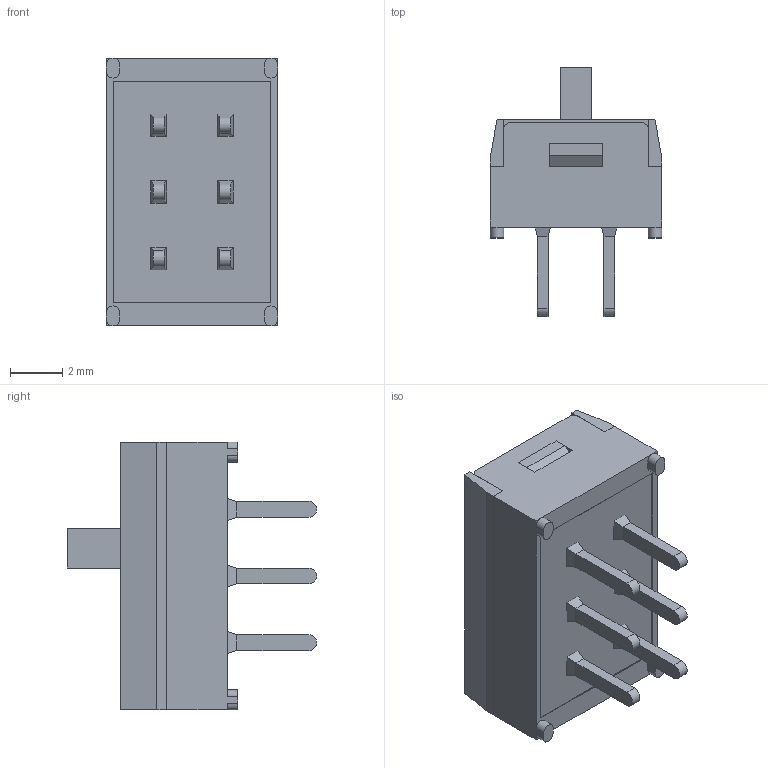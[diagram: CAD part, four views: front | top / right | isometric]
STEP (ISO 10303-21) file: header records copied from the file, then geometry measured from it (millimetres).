
FILE_DESCRIPTION(/* description */ ('STEP AP214'),/* implementation_level */ '2;1');
FILE_NAME(/* name */ 'SS22SDP2',/* time_stamp */ '2023-10-08T22:38:27+02:00',/* author */ ('License CC BY-ND 4.0'),/* organization */ ('CADENAS'),/* preprocessor_version */ 'ST-DEVELOPER v19.3',/* originating_system */ 'PARTsolutions',/* authorisation */ ' ');
FILE_SCHEMA (('AUTOMOTIVE_DESIGN {1 0 10303 214 3 1 1}'));
Length unit declared in the file: inch
Products named in the file (5): SS22SDP2; SS22SDP2actut; SS22SDP2body1; SS22SDP2trmd; SS22SDP2body2
Assembly tree (4 placements, depth 2):
  SS22SDP2
    SS22SDP2actut
    SS22SDP2body1
    SS22SDP2trmd
    SS22SDP2body2
Bounding box: 6.53 x 9.5 x 10.21 mm (x, y, z)
Volume: 274.4 mm3; surface area: 606.7 mm2
Topology: 4 solids, 4 shells, 150 faces, 376 edges, 240 vertices
Faces by surface type: plane 132, cylinder 18
Entity records: 4524 total; most frequent: CARTESIAN_POINT 771, ORIENTED_EDGE 752, DIRECTION 726, EDGE_CURVE 376, LINE 336, VECTOR 336, VERTEX_POINT 240, AXIS2_PLACEMENT_3D 195
